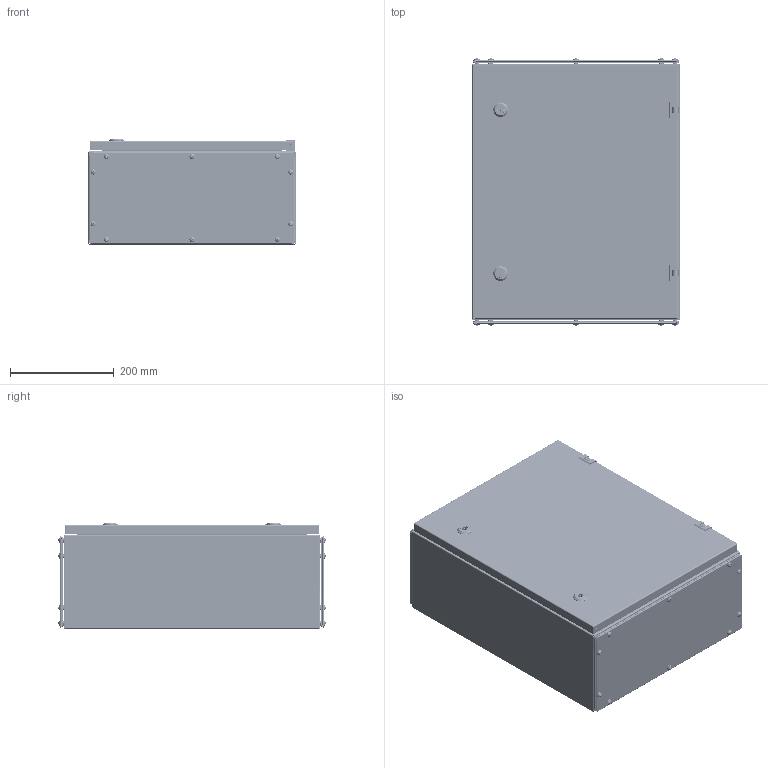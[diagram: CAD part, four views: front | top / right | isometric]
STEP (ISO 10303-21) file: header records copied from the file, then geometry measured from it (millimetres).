
FILE_DESCRIPTION (( 'STEP AP214' ), '1' );
FILE_NAME ('10.040.050.20.STEP', '2024-05-27T08:24:53', ( '' ), ( '' ), 'SwSTEP 2.0', 'SolidWorks 2021', '' );
FILE_SCHEMA (( 'AUTOMOTIVE_DESIGN' ));
Length unit declared in the file: millimetre
Products named in the file (25): 8SJ_MS705-1_0040.stp; Ãàñêåòèíã äâåðè W400H500; ﾇ瑟鶴 ﾀﾑ ms1000-3M.stp; 嵑謺麃 檐; Äâåðíîå ïîëîòíî W400H500; 10.040.050.20; 8SJ_MS705_0760.stp; 8SJ_S1B_0001.stp; 8SJ_MS705_0010.stp; 署赅 W400D200; 8SJ_MS705_0510.stp; Øïèëüêà ïðèâàðíàÿ Ì6õ20; ﾄ粢 ﾑﾁ W400H500; Âèíò DIN 967 Ì5õ16 ñ ïîëóêðóãëîé ãîëîâêîé ñ êðåñòîîáðàçíûì øëèöåì; Êàðêàñ øêàôà W400H500D200; Øïèëüêà ïðèâàðíàÿ Ì6õ10; Áîëò Ì6õ10 ñ øåñòèãðàííîé ãîëîâêîé ñ ïðåññøàéáîé; SW6X8.stp; Ïðîêëàäêà êðûøêè W400D200; Çàêëåïêà ðåçüáîâàÿ Ì8 øåñòèãðàííàÿ ñ óìåíüøåííûì áîðòîì; Øïèëüêà ïðèâàðíàÿ Ì6õ15; Êîðïóñ øêàôà W400H500D200; Çàêëåïêà ðåçüáîâàÿ Ì5 øåñòèãðàííàÿ ñ óìåíüøåííûì áîðòîì; Ðåéêà H500; Ïåðåìû÷êà êàðêàñà W400
Assembly tree (83 placements, depth 4):
  10.040.050.20
    Êàðêàñ øêàôà W400H500D200
      Êîðïóñ øêàôà W400H500D200
      Ïåðåìû÷êà êàðêàñà W400  x2
      Øïèëüêà ïðèâàðíàÿ Ì6õ15  x8
      Øïèëüêà ïðèâàðíàÿ Ì6õ20  x4
    署赅 W400D200  x2
    Ïðîêëàäêà êðûøêè W400D200  x2
    ﾄ粢 ﾑﾁ W400H500
      Äâåðíîå ïîëîòíî W400H500
      Ðåéêà H500  x2
      Ãàñêåòèíã äâåðè W400H500
      Øïèëüêà ïðèâàðíàÿ Ì6õ10  x2
      ﾇ瑟鶴 ﾀﾑ ms1000-3M.stp  x2
        8SJ_MS705_0010.stp
        8SJ_MS705_0510.stp
        8SJ_MS705_0760.stp
        8SJ_S1B_0001.stp
        8SJ_MS705-1_0040.stp
        SW6X8.stp
    嵑謺麃 檐  x2
    Áîëò Ì6õ10 ñ øåñòèãðàííîé ãîëîâêîé ñ ïðåññøàéáîé  x2
    Çàêëåïêà ðåçüáîâàÿ Ì5 øåñòèãðàííàÿ ñ óìåíüøåííûì áîðòîì  x20
    Âèíò DIN 967 Ì5õ16 ñ ïîëóêðóãëîé ãîëîâêîé ñ êðåñòîîáðàçíûì øëèöåì  x20
    Çàêëåïêà ðåçüáîâàÿ Ì8 øåñòèãðàííàÿ ñ óìåíüøåííûì áîðòîì  x4
Bounding box: 400 x 515.17 x 204.65 mm (x, y, z)
Volume: 1171095.2 mm3; surface area: 2000314.6 mm2
Topology: 83 solids, 95 shells, 5103 faces, 12851 edges, 7960 vertices
Faces by surface type: plane 2075, cylinder 1771, bspline 659, cone 252, torus 194, sphere 152
Entity records: 81114 total; most frequent: CARTESIAN_POINT 41490, ORIENTED_EDGE 8512, DIRECTION 7065, EDGE_CURVE 4262, VERTEX_POINT 2623, AXIS2_PLACEMENT_3D 2412, LINE 2241, VECTOR 2241
